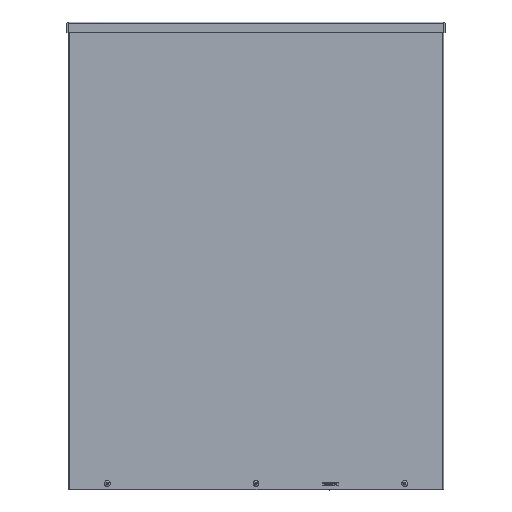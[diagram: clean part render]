
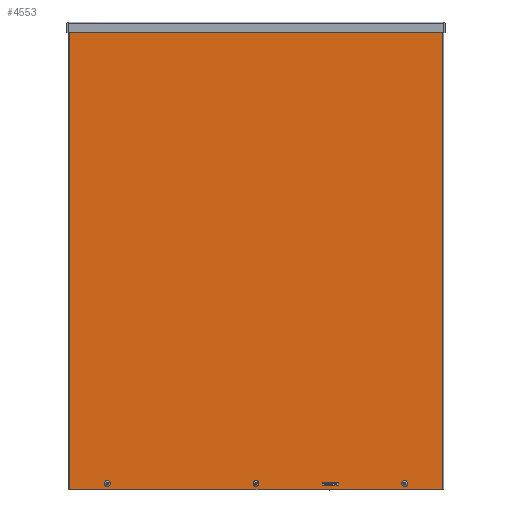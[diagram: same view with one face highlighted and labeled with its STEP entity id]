
A CAD part, top view. The second image highlights one B-rep face of the part: STEP entity #4553.
In plain terms, the highlighted face is planar.
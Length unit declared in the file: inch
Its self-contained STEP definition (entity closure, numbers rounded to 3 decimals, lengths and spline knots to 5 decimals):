
#391=LINE('',#7183,#733);
#395=LINE('',#7191,#737);
#398=LINE('',#7197,#740);
#401=LINE('',#7202,#743);
#404=LINE('',#7241,#746);
#420=LINE('',#7282,#762);
#435=LINE('',#7317,#777);
#437=LINE('',#7320,#779);
#733=VECTOR('',#5808,0.1875);
#737=VECTOR('',#5814,1.);
#740=VECTOR('',#5819,0.1875);
#743=VECTOR('',#5824,1.);
#746=VECTOR('',#5867,30.);
#762=VECTOR('',#5909,30.);
#777=VECTOR('',#5948,23.9375);
#779=VECTOR('',#5952,23.9375);
#1013=PLANE('',#4976);
#1169=FACE_BOUND('',#1744,.T.);
#1170=FACE_BOUND('',#1745,.T.);
#1171=FACE_BOUND('',#1746,.T.);
#1172=FACE_BOUND('',#1747,.T.);
#1173=FACE_BOUND('',#1748,.T.);
#1174=FACE_BOUND('',#1749,.T.);
#1175=FACE_BOUND('',#1750,.T.);
#1176=FACE_BOUND('',#1751,.T.);
#1744=EDGE_LOOP('',(#3627,#3628,#3629,#3630));
#1745=EDGE_LOOP('',(#3631));
#1746=EDGE_LOOP('',(#3632));
#1747=EDGE_LOOP('',(#3633));
#1748=EDGE_LOOP('',(#3634));
#1749=EDGE_LOOP('',(#3635));
#1750=EDGE_LOOP('',(#3636));
#1751=EDGE_LOOP('',(#3637,#3638,#3639,#3640));
#1986=CIRCLE('',#4933,0.15625);
#1988=CIRCLE('',#4936,0.15625);
#1990=CIRCLE('',#4939,0.15625);
#1992=CIRCLE('',#4942,0.15625);
#1994=CIRCLE('',#4945,0.15625);
#1996=CIRCLE('',#4948,0.15625);
#2232=VERTEX_POINT('',#7181);
#2233=VERTEX_POINT('',#7182);
#2236=VERTEX_POINT('',#7190);
#2238=VERTEX_POINT('',#7196);
#2241=VERTEX_POINT('',#7207);
#2243=VERTEX_POINT('',#7212);
#2245=VERTEX_POINT('',#7217);
#2247=VERTEX_POINT('',#7222);
#2249=VERTEX_POINT('',#7227);
#2251=VERTEX_POINT('',#7232);
#2254=VERTEX_POINT('',#7238);
#2255=VERTEX_POINT('',#7240);
#2266=VERTEX_POINT('',#7279);
#2267=VERTEX_POINT('',#7281);
#2686=EDGE_CURVE('',#2232,#2233,#391,.T.);
#2690=EDGE_CURVE('',#2236,#2232,#395,.T.);
#2693=EDGE_CURVE('',#2238,#2236,#398,.T.);
#2696=EDGE_CURVE('',#2233,#2238,#401,.T.);
#2699=EDGE_CURVE('',#2241,#2241,#1986,.T.);
#2701=EDGE_CURVE('',#2243,#2243,#1988,.T.);
#2703=EDGE_CURVE('',#2245,#2245,#1990,.T.);
#2705=EDGE_CURVE('',#2247,#2247,#1992,.T.);
#2707=EDGE_CURVE('',#2249,#2249,#1994,.T.);
#2709=EDGE_CURVE('',#2251,#2251,#1996,.T.);
#2712=EDGE_CURVE('',#2255,#2254,#404,.T.);
#2732=EDGE_CURVE('',#2267,#2266,#420,.T.);
#2750=EDGE_CURVE('',#2254,#2267,#435,.T.);
#2752=EDGE_CURVE('',#2266,#2255,#437,.T.);
#3627=ORIENTED_EDGE('',*,*,#2686,.T.);
#3628=ORIENTED_EDGE('',*,*,#2696,.T.);
#3629=ORIENTED_EDGE('',*,*,#2693,.T.);
#3630=ORIENTED_EDGE('',*,*,#2690,.T.);
#3631=ORIENTED_EDGE('',*,*,#2699,.T.);
#3632=ORIENTED_EDGE('',*,*,#2701,.T.);
#3633=ORIENTED_EDGE('',*,*,#2703,.T.);
#3634=ORIENTED_EDGE('',*,*,#2705,.T.);
#3635=ORIENTED_EDGE('',*,*,#2707,.T.);
#3636=ORIENTED_EDGE('',*,*,#2709,.T.);
#3637=ORIENTED_EDGE('',*,*,#2732,.T.);
#3638=ORIENTED_EDGE('',*,*,#2752,.T.);
#3639=ORIENTED_EDGE('',*,*,#2712,.T.);
#3640=ORIENTED_EDGE('',*,*,#2750,.T.);
#4553=ADVANCED_FACE('',(#1169,#1170,#1171,#1172,#1173,#1174,#1175,#1176),
#1013,.F.);
#4933=AXIS2_PLACEMENT_3D('',#7208,#5830,#5831);
#4936=AXIS2_PLACEMENT_3D('',#7213,#5836,#5837);
#4939=AXIS2_PLACEMENT_3D('',#7218,#5842,#5843);
#4942=AXIS2_PLACEMENT_3D('',#7223,#5848,#5849);
#4945=AXIS2_PLACEMENT_3D('',#7228,#5854,#5855);
#4948=AXIS2_PLACEMENT_3D('',#7233,#5860,#5861);
#4976=AXIS2_PLACEMENT_3D('',#7319,#5950,#5951);
#5808=DIRECTION('',(0.,-1.,0.));
#5814=DIRECTION('',(-1.,0.,0.));
#5819=DIRECTION('',(0.,1.,0.));
#5824=DIRECTION('',(1.,0.,0.));
#5830=DIRECTION('center_axis',(0.,0.,1.));
#5831=DIRECTION('ref_axis',(1.,0.,0.));
#5836=DIRECTION('center_axis',(0.,0.,1.));
#5837=DIRECTION('ref_axis',(1.,0.,0.));
#5842=DIRECTION('center_axis',(0.,0.,1.));
#5843=DIRECTION('ref_axis',(1.,0.,0.));
#5848=DIRECTION('center_axis',(0.,0.,1.));
#5849=DIRECTION('ref_axis',(1.,0.,0.));
#5854=DIRECTION('center_axis',(0.,0.,1.));
#5855=DIRECTION('ref_axis',(1.,0.,0.));
#5860=DIRECTION('center_axis',(0.,0.,1.));
#5861=DIRECTION('ref_axis',(1.,0.,0.));
#5867=DIRECTION('',(0.,-1.,0.));
#5909=DIRECTION('',(0.,1.,0.));
#5948=DIRECTION('',(-1.,0.,0.));
#5950=DIRECTION('center_axis',(0.,0.,1.));
#5951=DIRECTION('ref_axis',(1.,0.,0.));
#5952=DIRECTION('',(1.,0.,0.));
#7181=CARTESIAN_POINT('',(-5.28125,-14.53125,0.));
#7182=CARTESIAN_POINT('',(-5.28125,-14.71875,0.));
#7183=CARTESIAN_POINT('',(-5.28125,-7.26563,0.));
#7190=CARTESIAN_POINT('',(-4.28125,-14.53125,0.));
#7191=CARTESIAN_POINT('',(-2.14063,-14.53125,0.));
#7196=CARTESIAN_POINT('',(-4.28125,-14.71875,0.));
#7197=CARTESIAN_POINT('',(-4.28125,-7.35938,0.));
#7202=CARTESIAN_POINT('',(-2.64063,-14.71875,0.));
#7207=CARTESIAN_POINT('',(9.40625,-14.625,0.));
#7208=CARTESIAN_POINT('Origin',(9.5625,-14.625,0.));
#7212=CARTESIAN_POINT('',(9.40625,14.625,0.));
#7213=CARTESIAN_POINT('Origin',(9.5625,14.625,0.));
#7217=CARTESIAN_POINT('',(-0.15625,-14.625,0.));
#7218=CARTESIAN_POINT('Origin',(0.,-14.625,0.));
#7222=CARTESIAN_POINT('',(-0.15625,14.625,0.));
#7223=CARTESIAN_POINT('Origin',(0.,14.625,0.));
#7227=CARTESIAN_POINT('',(-9.71875,-14.625,0.));
#7228=CARTESIAN_POINT('Origin',(-9.5625,-14.625,0.));
#7232=CARTESIAN_POINT('',(-9.71875,14.625,0.));
#7233=CARTESIAN_POINT('Origin',(-9.5625,14.625,0.));
#7238=CARTESIAN_POINT('',(11.96875,-15.,0.));
#7240=CARTESIAN_POINT('',(11.96875,15.,0.));
#7241=CARTESIAN_POINT('',(11.96875,7.5,0.));
#7279=CARTESIAN_POINT('',(-11.96875,15.,0.));
#7281=CARTESIAN_POINT('',(-11.96875,-15.,0.));
#7282=CARTESIAN_POINT('',(-11.96875,-7.5,0.));
#7317=CARTESIAN_POINT('',(12.,-15.,0.));
#7319=CARTESIAN_POINT('Origin',(0.,0.,
0.));
#7320=CARTESIAN_POINT('',(-12.,15.,0.));
